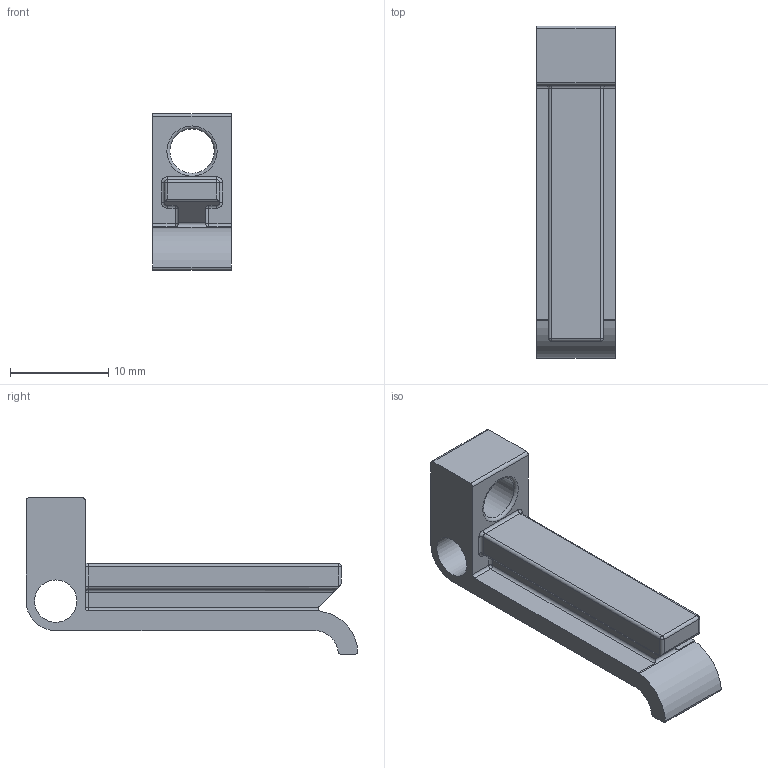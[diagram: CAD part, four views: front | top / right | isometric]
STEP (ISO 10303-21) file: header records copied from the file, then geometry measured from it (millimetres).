
FILE_DESCRIPTION(/* description */ ('STEP AP242','CAx-IF Rec.Pracs.---Representation and Presentation of Product Manufacturing Information (PMI)---4.0---2014-10-13','CAx-IF Rec.Pracs.---3D Tessellated Geometry---0.4---2014-09-14','2;1'),/* implementation_level */ '2;1');
FILE_NAME(/* name */ 'Bearing Bridge - Part 30',/* time_stamp */ '2025-01-08T18:50:48Z',/* author */ (''),/* organization */ (''),/* preprocessor_version */ 'ST-DEVELOPER v20',/* originating_system */ 'ONSHAPE BY PTC INC, 1.191',/* authorisation */ ' ');
FILE_SCHEMA (('AP242_MANAGED_MODEL_BASED_3D_ENGINEERING_MIM_LF { 1 0 10303 442 1 1 4 }'));
Length unit declared in the file: metre
Products named in the file (1): Part 30
Bounding box: 8 x 33.69 x 15.89 mm (x, y, z)
Volume: 1406.5 mm3; surface area: 1522.6 mm2
Topology: 1 solids, 1 shells, 61 faces, 155 edges, 90 vertices
Faces by surface type: cylinder 31, plane 18, sphere 6, torus 6
Full cylindrical faces by diameter (mm): 4.3 x1, 4.5 x1
Entity records: 1803 total; most frequent: DIRECTION 337, CARTESIAN_POINT 305, ORIENTED_EDGE 290, EDGE_CURVE 145, AXIS2_PLACEMENT_3D 132, VERTEX_POINT 90, LINE 73, VECTOR 73
